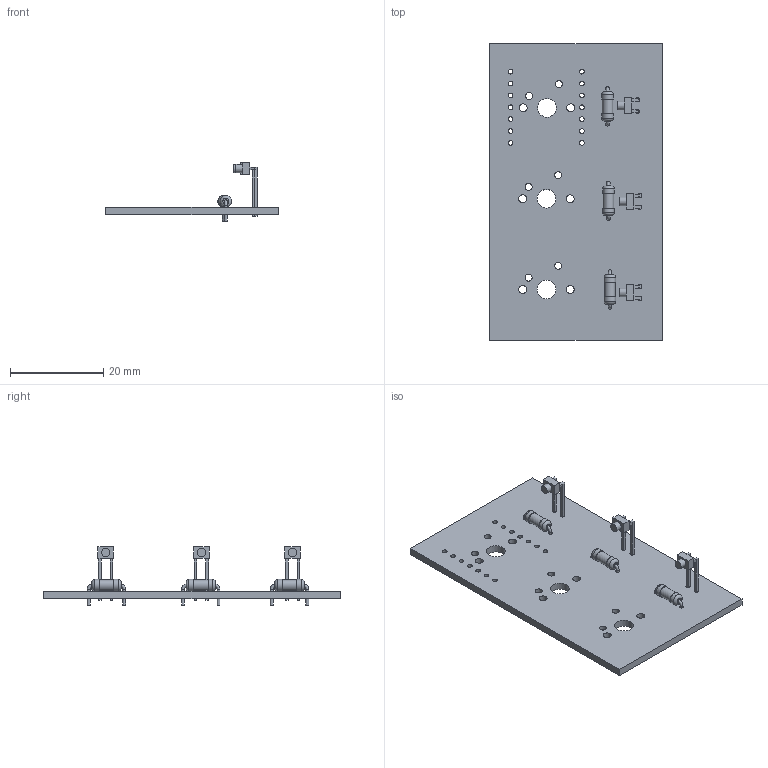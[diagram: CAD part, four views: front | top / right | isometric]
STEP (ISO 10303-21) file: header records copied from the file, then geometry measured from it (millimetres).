
FILE_DESCRIPTION(('KiCad electronic assembly'),'2;1');
FILE_NAME('Hackpad.step','2024-10-24T16:10:31',('Pcbnew'),('Kicad'), 'Open CASCADE STEP processor 7.8','KiCad to STEP converter','Unknown' );
FILE_SCHEMA(('AUTOMOTIVE_DESIGN { 1 0 10303 214 1 1 1 1 }'));
Length unit declared in the file: millimetre
Products named in the file (6): Hackpad 1; R_Axial_DIN0207_L6.3mm_D2.5mm_P7.62mm_Horizontal; R_Axial_DIN0207_L63mm_D25mm_P762mm_Horizontal; LED_D1.8mm_W1.8mm_H2.4mm_Horizontal_O1.27mm_Z8.2mm; Hackpad_PCB
Assembly tree (9 placements, depth 3):
  Hackpad 1
    R_Axial_DIN0207_L6.3mm_D2.5mm_P7.62mm_Horizontal  x3
      R_Axial_DIN0207_L63mm_D25mm_P762mm_Horizontal
    LED_D1.8mm_W1.8mm_H2.4mm_Horizontal_O1.27mm_Z8.2mm  x3
      LED_D1.8mm_W1.8mm_H2.4mm_Horizontal_O1.27mm_Z8.2mm
    Hackpad_PCB
Bounding box: 37 x 63.5 x 12.45 mm (x, y, z)
Volume: 3793.3 mm3; surface area: 5645 mm2
Topology: 7 solids, 7 shells, 188 faces, 411 edges, 258 vertices
Faces by surface type: plane 117, cylinder 59, torus 12
Full cylindrical faces by diameter (mm): 0.6 x6, 0.8 x6, 0.9 x6, 1 x14, 1.5 x6, 1.7 x6, 1.8 x3, 2.25 x3, 2.5 x6, 4 x3
Entity records: 3726 total; most frequent: CARTESIAN_POINT 809, DIRECTION 533, ORIENTED_EDGE 454, EDGE_CURVE 227, AXIS2_PLACEMENT_3D 204, FACE_BOUND 183, EDGE_LOOP 183, VERTEX_POINT 146
